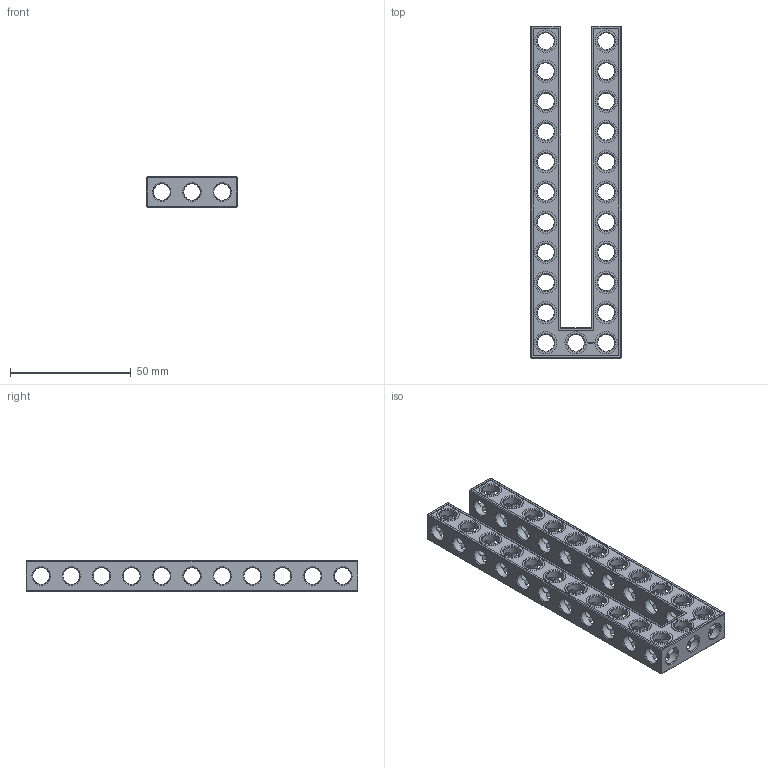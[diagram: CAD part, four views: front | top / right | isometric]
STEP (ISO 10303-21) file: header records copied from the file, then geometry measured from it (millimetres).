
FILE_DESCRIPTION(('FreeCAD Model'),'2;1');
FILE_NAME('Open CASCADE Shape Model','2022-02-22T23:09:19',( 'Paulo Kiefe'),('STEMFIE.org'),'Open CASCADE STEP processor 7.4', 'FreeCAD','Unknown');
FILE_SCHEMA(('AUTOMOTIVE_DESIGN { 1 0 10303 214 1 1 1 1 }'));
Products named in the file (1): Beam_AGD_ESS_USH_SYM_BU03x11x01_-_SPN-BEM-0310_(stemfie.org)
Bounding box: 37.5 x 137.5 x 12.5 mm (x, y, z)
Volume: 22480.9 mm3; surface area: 20151.1 mm2
Topology: 1 solids, 1 shells, 792 faces, 2335 edges, 1509 vertices
Faces by surface type: plane 397, extrusion 162, cylinder 139, cone 94
Full cylindrical faces by diameter (mm): 6.98 x24, 7 x92, 9.2 x23
Entity records: 155718 total; most frequent: CARTESIAN_POINT 112058, DIRECTION 6953, VECTOR 4780, ORIENTED_EDGE 4670, PCURVE 4670, DEFINITIONAL_REPRESENTATION 4670, LINE 4618, EDGE_CURVE 2335
